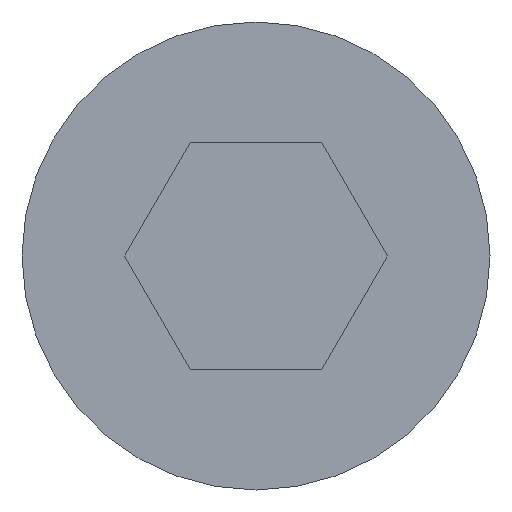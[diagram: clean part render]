
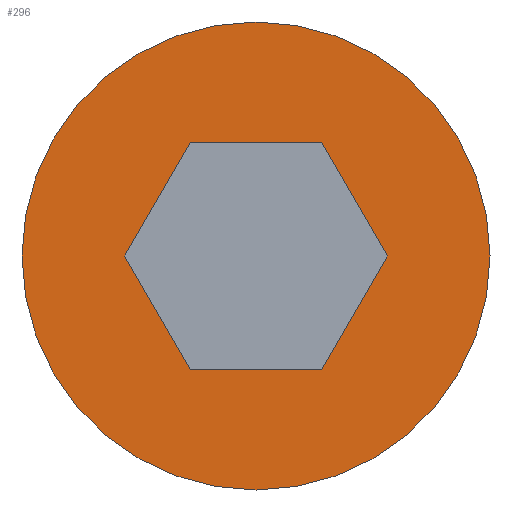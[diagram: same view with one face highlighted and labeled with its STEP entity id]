
A CAD part, front view. The second image highlights one B-rep face of the part: STEP entity #296.
In plain terms, the highlighted planar face has unit normal (0, -1, 0).
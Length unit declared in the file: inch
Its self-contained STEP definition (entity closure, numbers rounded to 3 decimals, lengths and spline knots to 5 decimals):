
#6 = CARTESIAN_POINT ( 'NONE',  ( -0.06315, 0., 0. ) ) ;
#23 = CARTESIAN_POINT ( 'NONE',  ( -0.03157, 0., 0.05469 ) ) ;
#30 = LINE ( 'NONE', #6, #452 ) ;
#33 = FACE_BOUND ( 'NONE', #83, .T. ) ;
#38 = DIRECTION ( 'NONE',  ( 0.5, 0., -0.866 ) ) ;
#39 = EDGE_CURVE ( 'NONE', #121, #71, #356, .T. ) ;
#44 = DIRECTION ( 'NONE',  ( 0., 1., 0. ) ) ;
#45 = CARTESIAN_POINT ( 'NONE',  ( 0., 0., 0. ) ) ;
#58 = VERTEX_POINT ( 'NONE', #300 ) ;
#68 = VECTOR ( 'NONE', #146, 39.37008 ) ;
#69 = CARTESIAN_POINT ( 'NONE',  ( 0., 0., -0.1125 ) ) ;
#71 = VERTEX_POINT ( 'NONE', #274 ) ;
#78 = LINE ( 'NONE', #197, #345 ) ;
#79 = VERTEX_POINT ( 'NONE', #266 ) ;
#83 = EDGE_LOOP ( 'NONE', ( #265, #270, #276, #303, #307, #465 ) ) ;
#85 = LINE ( 'NONE', #239, #225 ) ;
#90 = VECTOR ( 'NONE', #346, 39.37008 ) ;
#93 = CIRCLE ( 'NONE', #351, 0.1125 ) ;
#105 = LINE ( 'NONE', #148, #68 ) ;
#114 = EDGE_CURVE ( 'NONE', #71, #457, #85, .T. ) ;
#121 = VERTEX_POINT ( 'NONE', #183 ) ;
#125 = CARTESIAN_POINT ( 'NONE',  ( 0.06315, 0., 0. ) ) ;
#128 = EDGE_CURVE ( 'NONE', #251, #58, #93, .T. ) ;
#140 = EDGE_CURVE ( 'NONE', #216, #79, #105, .T. ) ;
#146 = DIRECTION ( 'NONE',  ( -0.5, 0., -0.866 ) ) ;
#148 = CARTESIAN_POINT ( 'NONE',  ( -0.03157, 0., 0.05469 ) ) ;
#149 = DIRECTION ( 'NONE',  ( 0., 0., 1. ) ) ;
#156 = DIRECTION ( 'NONE',  ( 0., 1., 0. ) ) ;
#162 = CARTESIAN_POINT ( 'NONE',  ( 0.03157, 0., 0.05469 ) ) ;
#180 = CARTESIAN_POINT ( 'NONE',  ( 0., 0., 0. ) ) ;
#183 = CARTESIAN_POINT ( 'NONE',  ( -0.03157, 0., -0.05469 ) ) ;
#194 = EDGE_CURVE ( 'NONE', #457, #344, #78, .T. ) ;
#197 = CARTESIAN_POINT ( 'NONE',  ( 0.06315, 0., 0. ) ) ;
#202 = EDGE_LOOP ( 'NONE', ( #447, #421 ) ) ;
#206 = CIRCLE ( 'NONE', #375, 0.1125 ) ;
#216 = VERTEX_POINT ( 'NONE', #23 ) ;
#225 = VECTOR ( 'NONE', #241, 39.37008 ) ;
#226 = DIRECTION ( 'NONE',  ( 0., 0., 1. ) ) ;
#227 = DIRECTION ( 'NONE',  ( 0., 1., 0. ) ) ;
#239 = CARTESIAN_POINT ( 'NONE',  ( 0.03157, 0., -0.05469 ) ) ;
#241 = DIRECTION ( 'NONE',  ( 0.5, 0., 0.866 ) ) ;
#244 = EDGE_CURVE ( 'NONE', #344, #216, #359, .T. ) ;
#251 = VERTEX_POINT ( 'NONE', #69 ) ;
#263 = VECTOR ( 'NONE', #268, 39.37008 ) ;
#265 = ORIENTED_EDGE ( 'NONE', *, *, #194, .F. ) ;
#266 = CARTESIAN_POINT ( 'NONE',  ( -0.06315, 0., 0. ) ) ;
#268 = DIRECTION ( 'NONE',  ( 1., 0., 0. ) ) ;
#270 = ORIENTED_EDGE ( 'NONE', *, *, #114, .F. ) ;
#274 = CARTESIAN_POINT ( 'NONE',  ( 0.03157, 0., -0.05469 ) ) ;
#276 = ORIENTED_EDGE ( 'NONE', *, *, #39, .F. ) ;
#279 = CARTESIAN_POINT ( 'NONE',  ( 0., 0., 0. ) ) ;
#287 = DIRECTION ( 'NONE',  ( 0., 0., 1. ) ) ;
#296 = ADVANCED_FACE ( 'NONE', ( #33, #428 ), #305, .F. ) ;
#300 = CARTESIAN_POINT ( 'NONE',  ( 0., 0., 0.1125 ) ) ;
#302 = DIRECTION ( 'NONE',  ( -0.5, 0., 0.866 ) ) ;
#303 = ORIENTED_EDGE ( 'NONE', *, *, #425, .F. ) ;
#305 = PLANE ( 'NONE',  #398 ) ;
#307 = ORIENTED_EDGE ( 'NONE', *, *, #140, .F. ) ;
#344 = VERTEX_POINT ( 'NONE', #162 ) ;
#345 = VECTOR ( 'NONE', #302, 39.37008 ) ;
#346 = DIRECTION ( 'NONE',  ( -1., 0., 0. ) ) ;
#351 = AXIS2_PLACEMENT_3D ( 'NONE', #180, #156, #149 ) ;
#356 = LINE ( 'NONE', #370, #263 ) ;
#359 = LINE ( 'NONE', #386, #90 ) ;
#370 = CARTESIAN_POINT ( 'NONE',  ( -0.03157, 0., -0.05469 ) ) ;
#375 = AXIS2_PLACEMENT_3D ( 'NONE', #45, #44, #287 ) ;
#386 = CARTESIAN_POINT ( 'NONE',  ( 0.03157, 0., 0.05469 ) ) ;
#396 = EDGE_CURVE ( 'NONE', #58, #251, #206, .T. ) ;
#398 = AXIS2_PLACEMENT_3D ( 'NONE', #279, #227, #226 ) ;
#421 = ORIENTED_EDGE ( 'NONE', *, *, #396, .F. ) ;
#425 = EDGE_CURVE ( 'NONE', #79, #121, #30, .T. ) ;
#428 = FACE_OUTER_BOUND ( 'NONE', #202, .T. ) ;
#447 = ORIENTED_EDGE ( 'NONE', *, *, #128, .F. ) ;
#452 = VECTOR ( 'NONE', #38, 39.37008 ) ;
#457 = VERTEX_POINT ( 'NONE', #125 ) ;
#465 = ORIENTED_EDGE ( 'NONE', *, *, #244, .F. ) ;
